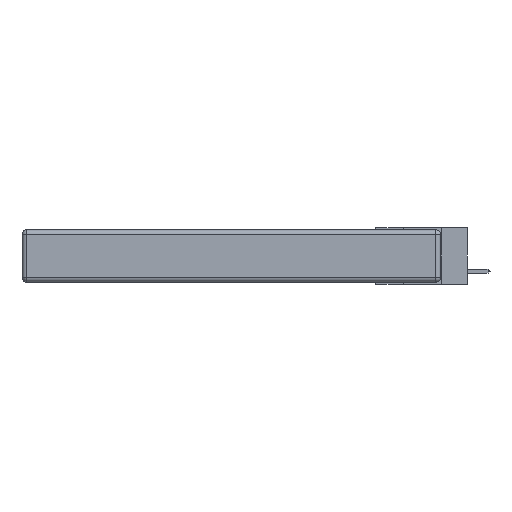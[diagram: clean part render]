
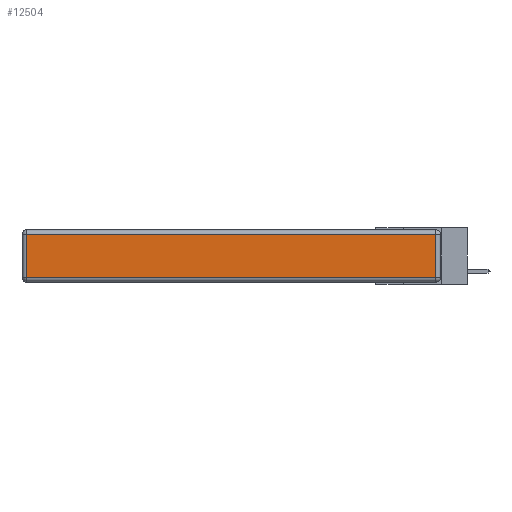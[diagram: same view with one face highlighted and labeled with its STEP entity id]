
A CAD part, left-side view. The second image highlights one B-rep face of the part: STEP entity #12504.
In plain terms, the highlighted planar face has unit normal (-1, 0, 0).
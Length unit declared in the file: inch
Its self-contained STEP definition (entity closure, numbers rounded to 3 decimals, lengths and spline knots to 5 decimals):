
#432 = VECTOR ( 'NONE', #2343, 39.37008 ) ;
#527 = VERTEX_POINT ( 'NONE', #11812 ) ;
#786 = CARTESIAN_POINT ( 'NONE',  ( 0., 0., -0.343 ) ) ;
#893 = ORIENTED_EDGE ( 'NONE', *, *, #3805, .T. ) ;
#1026 = ORIENTED_EDGE ( 'NONE', *, *, #8794, .T. ) ;
#1162 = LINE ( 'NONE', #12272, #13752 ) ;
#2343 = DIRECTION ( 'NONE',  ( 0., -1., 0. ) ) ;
#2945 = DIRECTION ( 'NONE',  ( -1., 0., 0. ) ) ;
#3353 = CARTESIAN_POINT ( 'NONE',  ( 0., 0., -0.313 ) ) ;
#3731 = VERTEX_POINT ( 'NONE', #9115 ) ;
#3774 = VERTEX_POINT ( 'NONE', #11279 ) ;
#3805 = EDGE_CURVE ( 'NONE', #3774, #527, #1162, .T. ) ;
#3973 = LINE ( 'NONE', #3353, #432 ) ;
#4036 = DIRECTION ( 'NONE',  ( 0., 0., 1. ) ) ;
#4304 = EDGE_CURVE ( 'NONE', #527, #3731, #3973, .T. ) ;
#4907 = AXIS2_PLACEMENT_3D ( 'NONE', #786, #2945, #4036 ) ;
#5452 = ORIENTED_EDGE ( 'NONE', *, *, #4304, .T. ) ;
#5580 = VECTOR ( 'NONE', #7020, 39.37008 ) ;
#5920 = LINE ( 'NONE', #11496, #5580 ) ;
#5945 = CARTESIAN_POINT ( 'NONE',  ( 0., 0.03, -0.343 ) ) ;
#7020 = DIRECTION ( 'NONE',  ( 0., 1., 0. ) ) ;
#8473 = VECTOR ( 'NONE', #12709, 39.37008 ) ;
#8613 = PLANE ( 'NONE',  #4907 ) ;
#8644 = CARTESIAN_POINT ( 'NONE',  ( 0., 0.03, -0.03 ) ) ;
#8794 = EDGE_CURVE ( 'NONE', #3731, #11589, #11075, .T. ) ;
#9115 = CARTESIAN_POINT ( 'NONE',  ( 0., 0.03, -0.313 ) ) ;
#9717 = EDGE_CURVE ( 'NONE', #11589, #3774, #5920, .T. ) ;
#11075 = LINE ( 'NONE', #5945, #8473 ) ;
#11279 = CARTESIAN_POINT ( 'NONE',  ( 0., 2.72, -0.03 ) ) ;
#11496 = CARTESIAN_POINT ( 'NONE',  ( 0., 2.75, -0.03 ) ) ;
#11589 = VERTEX_POINT ( 'NONE', #8644 ) ;
#11812 = CARTESIAN_POINT ( 'NONE',  ( 0., 2.72, -0.313 ) ) ;
#12272 = CARTESIAN_POINT ( 'NONE',  ( 0., 2.72, -0.343 ) ) ;
#12318 = DIRECTION ( 'NONE',  ( 0., 0., -1. ) ) ;
#12504 = ADVANCED_FACE ( 'NONE', ( #14222 ), #8613, .T. ) ;
#12709 = DIRECTION ( 'NONE',  ( 0., 0., 1. ) ) ;
#13015 = EDGE_LOOP ( 'NONE', ( #5452, #1026, #13082, #893 ) ) ;
#13082 = ORIENTED_EDGE ( 'NONE', *, *, #9717, .T. ) ;
#13752 = VECTOR ( 'NONE', #12318, 39.37008 ) ;
#14222 = FACE_OUTER_BOUND ( 'NONE', #13015, .T. ) ;
